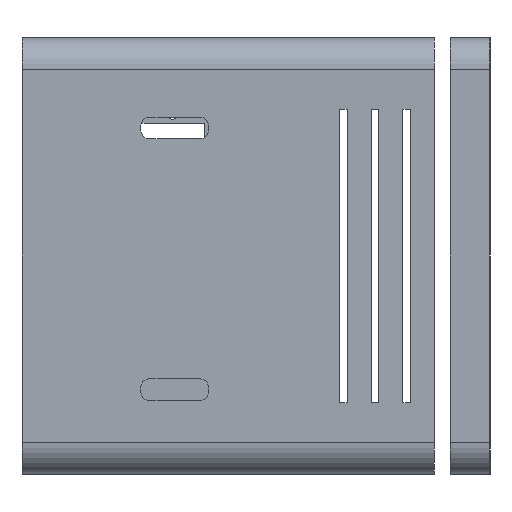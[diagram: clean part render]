
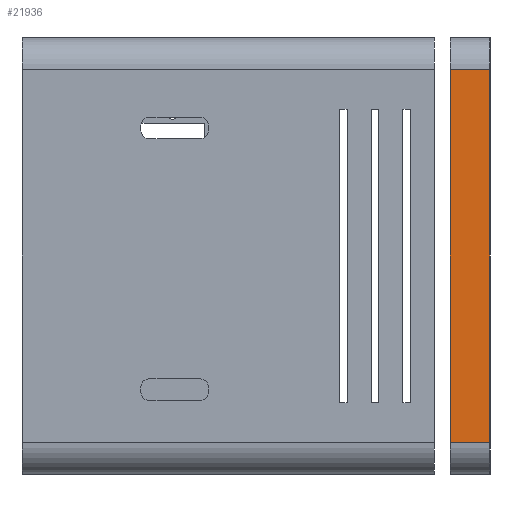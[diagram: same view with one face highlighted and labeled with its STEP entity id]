
A CAD part, left-side view. The second image highlights one B-rep face of the part: STEP entity #21936.
In plain terms, the highlighted planar face has unit normal (-1, 0, 0).
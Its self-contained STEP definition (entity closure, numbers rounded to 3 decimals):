
#2196=PLANE('',#22615);
#3413=FACE_OUTER_BOUND('',#4597,.T.);
#4597=EDGE_LOOP('',(#19841,#19842,#19843,#19844));
#6693=LINE('',#40130,#8717);
#6694=LINE('',#40133,#8718);
#6695=LINE('',#40135,#8719);
#6696=LINE('',#40136,#8720);
#8717=VECTOR('',#25963,10.);
#8718=VECTOR('',#25966,10.);
#8719=VECTOR('',#25967,10.);
#8720=VECTOR('',#25968,10.);
#11032=VERTEX_POINT('',#40126);
#11033=VERTEX_POINT('',#40128);
#11034=VERTEX_POINT('',#40132);
#11035=VERTEX_POINT('',#40134);
#14260=EDGE_CURVE('',#11032,#11033,#6693,.T.);
#14261=EDGE_CURVE('',#11032,#11034,#6694,.T.);
#14262=EDGE_CURVE('',#11035,#11033,#6695,.T.);
#14263=EDGE_CURVE('',#11034,#11035,#6696,.T.);
#19841=ORIENTED_EDGE('',*,*,#14261,.F.);
#19842=ORIENTED_EDGE('',*,*,#14260,.T.);
#19843=ORIENTED_EDGE('',*,*,#14262,.F.);
#19844=ORIENTED_EDGE('',*,*,#14263,.F.);
#21936=ADVANCED_FACE('',(#3413),#2196,.T.);
#22615=AXIS2_PLACEMENT_3D('',#40131,#25964,#25965);
#25963=DIRECTION('',(0.,-1.,0.));
#25964=DIRECTION('center_axis',(-1.,0.,0.));
#25965=DIRECTION('ref_axis',(0.,0.,-1.));
#25966=DIRECTION('',(0.,0.,1.));
#25967=DIRECTION('',(0.,0.,-1.));
#25968=DIRECTION('',(0.,-1.,0.));
#40126=CARTESIAN_POINT('',(-70.,-49.,4.));
#40128=CARTESIAN_POINT('',(-70.,-54.,4.));
#40130=CARTESIAN_POINT('',(-70.,-49.,4.));
#40131=CARTESIAN_POINT('Origin',(-70.,-49.,51.));
#40132=CARTESIAN_POINT('',(-70.,-49.,51.));
#40133=CARTESIAN_POINT('',(-70.,-49.,0.));
#40134=CARTESIAN_POINT('',(-70.,-54.,51.));
#40135=CARTESIAN_POINT('',(-70.,-54.,0.));
#40136=CARTESIAN_POINT('',(-70.,-49.,51.));
